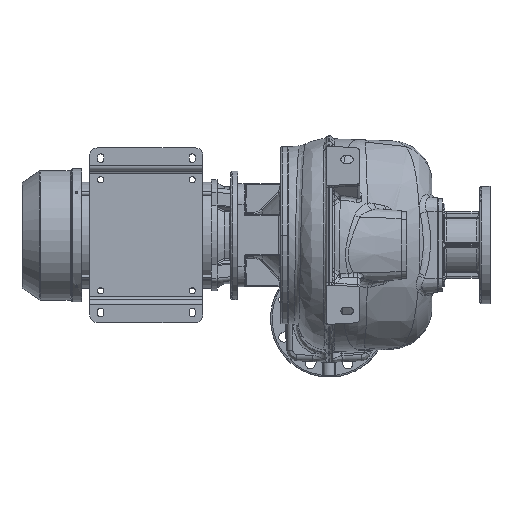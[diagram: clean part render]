
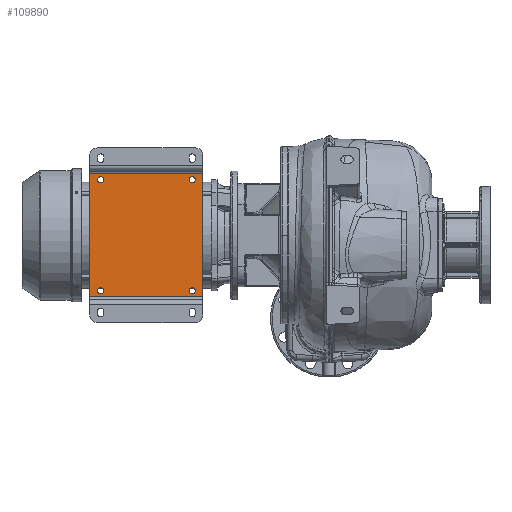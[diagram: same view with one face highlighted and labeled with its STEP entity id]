
A CAD part, front view. The second image highlights one B-rep face of the part: STEP entity #109890.
In plain terms, the highlighted planar face has unit normal (0, -1, 0).
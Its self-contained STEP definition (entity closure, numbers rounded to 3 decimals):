
#108831=DIRECTION('',(0.,0.,1.));
#108832=VECTOR('',#108831,240.);
#108833=CARTESIAN_POINT('',(-500.5,83.,-139.));
#108834=LINE('',#108833,#108832);
#108887=DIRECTION('',(0.,0.,1.));
#108888=VECTOR('',#108887,240.);
#108889=CARTESIAN_POINT('',(-280.5,83.,-139.));
#108890=LINE('',#108889,#108888);
#108891=DIRECTION('',(1.,0.,0.));
#108892=VECTOR('',#108891,220.);
#108893=CARTESIAN_POINT('',(-500.5,83.,-139.));
#108894=LINE('',#108893,#108892);
#108895=CARTESIAN_POINT('',(-301.5,83.,-127.));
#108896=DIRECTION('',(0.,1.,0.));
#108897=DIRECTION('',(1.,0.,0.));
#108898=AXIS2_PLACEMENT_3D('',#108895,#108896,#108897);
#108900=CARTESIAN_POINT('',(-301.5,83.,-127.));
#108901=DIRECTION('',(0.,1.,0.));
#108902=DIRECTION('',(-1.,0.,0.));
#108903=AXIS2_PLACEMENT_3D('',#108900,#108901,#108902);
#108905=CARTESIAN_POINT('',(-301.5,83.,89.));
#108906=DIRECTION('',(0.,1.,0.));
#108907=DIRECTION('',(1.,0.,0.));
#108908=AXIS2_PLACEMENT_3D('',#108905,#108906,#108907);
#108910=CARTESIAN_POINT('',(-301.5,83.,89.));
#108911=DIRECTION('',(0.,1.,0.));
#108912=DIRECTION('',(-1.,0.,0.));
#108913=AXIS2_PLACEMENT_3D('',#108910,#108911,#108912);
#108915=CARTESIAN_POINT('',(-479.5,83.,-127.));
#108916=DIRECTION('',(0.,1.,0.));
#108917=DIRECTION('',(1.,0.,0.));
#108918=AXIS2_PLACEMENT_3D('',#108915,#108916,#108917);
#108920=CARTESIAN_POINT('',(-479.5,83.,-127.));
#108921=DIRECTION('',(0.,1.,0.));
#108922=DIRECTION('',(-1.,0.,0.));
#108923=AXIS2_PLACEMENT_3D('',#108920,#108921,#108922);
#108925=CARTESIAN_POINT('',(-479.5,83.,89.));
#108926=DIRECTION('',(0.,1.,0.));
#108927=DIRECTION('',(1.,0.,0.));
#108928=AXIS2_PLACEMENT_3D('',#108925,#108926,#108927);
#108930=CARTESIAN_POINT('',(-479.5,83.,89.));
#108931=DIRECTION('',(0.,1.,0.));
#108932=DIRECTION('',(-1.,0.,0.));
#108933=AXIS2_PLACEMENT_3D('',#108930,#108931,#108932);
#108935=DIRECTION('',(1.,0.,0.));
#108936=VECTOR('',#108935,220.);
#108937=CARTESIAN_POINT('',(-500.5,83.,101.));
#108938=LINE('',#108937,#108936);
#109307=CARTESIAN_POINT('',(-500.5,83.,-139.));
#109308=CARTESIAN_POINT('',(-500.5,83.,101.));
#109309=VERTEX_POINT('',#109307);
#109310=VERTEX_POINT('',#109308);
#109319=CARTESIAN_POINT('',(-280.5,83.,-139.));
#109320=CARTESIAN_POINT('',(-280.5,83.,101.));
#109321=VERTEX_POINT('',#109319);
#109322=VERTEX_POINT('',#109320);
#109407=CARTESIAN_POINT('',(-473.5,83.,89.));
#109408=CARTESIAN_POINT('',(-485.5,83.,89.));
#109409=VERTEX_POINT('',#109407);
#109410=VERTEX_POINT('',#109408);
#109411=CARTESIAN_POINT('',(-473.5,83.,-127.));
#109412=CARTESIAN_POINT('',(-485.5,83.,-127.));
#109413=VERTEX_POINT('',#109411);
#109414=VERTEX_POINT('',#109412);
#109415=CARTESIAN_POINT('',(-295.5,83.,89.));
#109416=CARTESIAN_POINT('',(-307.5,83.,89.));
#109417=VERTEX_POINT('',#109415);
#109418=VERTEX_POINT('',#109416);
#109419=CARTESIAN_POINT('',(-295.5,83.,-127.));
#109420=CARTESIAN_POINT('',(-307.5,83.,-127.));
#109421=VERTEX_POINT('',#109419);
#109422=VERTEX_POINT('',#109420);
#109853=CARTESIAN_POINT('',(-500.5,83.,-139.));
#109854=DIRECTION('',(0.,1.,0.));
#109855=DIRECTION('',(0.,0.,1.));
#109856=AXIS2_PLACEMENT_3D('',#109853,#109854,#109855);
#109857=PLANE('',#109856);
#109858=ORIENTED_EDGE('',*,*,#109795,.T.);
#109860=ORIENTED_EDGE('',*,*,#109859,.T.);
#109861=ORIENTED_EDGE('',*,*,#109846,.F.);
#109863=ORIENTED_EDGE('',*,*,#109862,.F.);
#109864=EDGE_LOOP('',(#109858,#109860,#109861,#109863));
#109865=FACE_OUTER_BOUND('',#109864,.F.);
#109867=ORIENTED_EDGE('',*,*,#109866,.F.);
#109869=ORIENTED_EDGE('',*,*,#109868,.F.);
#109870=EDGE_LOOP('',(#109867,#109869));
#109871=FACE_BOUND('',#109870,.F.);
#109873=ORIENTED_EDGE('',*,*,#109872,.F.);
#109875=ORIENTED_EDGE('',*,*,#109874,.F.);
#109876=EDGE_LOOP('',(#109873,#109875));
#109877=FACE_BOUND('',#109876,.F.);
#109879=ORIENTED_EDGE('',*,*,#109878,.F.);
#109881=ORIENTED_EDGE('',*,*,#109880,.F.);
#109882=EDGE_LOOP('',(#109879,#109881));
#109883=FACE_BOUND('',#109882,.F.);
#109885=ORIENTED_EDGE('',*,*,#109884,.F.);
#109887=ORIENTED_EDGE('',*,*,#109886,.F.);
#109888=EDGE_LOOP('',(#109885,#109887));
#109889=FACE_BOUND('',#109888,.F.);
#109890=ADVANCED_FACE('',(#109865,#109871,#109877,#109883,#109889),#109857,.F.);
#108899=CIRCLE('',#108898,6.);
#108904=CIRCLE('',#108903,6.);
#108909=CIRCLE('',#108908,6.);
#108914=CIRCLE('',#108913,6.);
#108919=CIRCLE('',#108918,6.);
#108924=CIRCLE('',#108923,6.);
#108929=CIRCLE('',#108928,6.);
#108934=CIRCLE('',#108933,6.);
#109795=EDGE_CURVE('',#109309,#109310,#108834,.T.);
#109846=EDGE_CURVE('',#109321,#109322,#108890,.T.);
#109859=EDGE_CURVE('',#109310,#109322,#108938,.T.);
#109862=EDGE_CURVE('',#109309,#109321,#108894,.T.);
#109866=EDGE_CURVE('',#109421,#109422,#108899,.T.);
#109868=EDGE_CURVE('',#109422,#109421,#108904,.T.);
#109872=EDGE_CURVE('',#109417,#109418,#108909,.T.);
#109874=EDGE_CURVE('',#109418,#109417,#108914,.T.);
#109878=EDGE_CURVE('',#109413,#109414,#108919,.T.);
#109880=EDGE_CURVE('',#109414,#109413,#108924,.T.);
#109884=EDGE_CURVE('',#109409,#109410,#108929,.T.);
#109886=EDGE_CURVE('',#109410,#109409,#108934,.T.);
